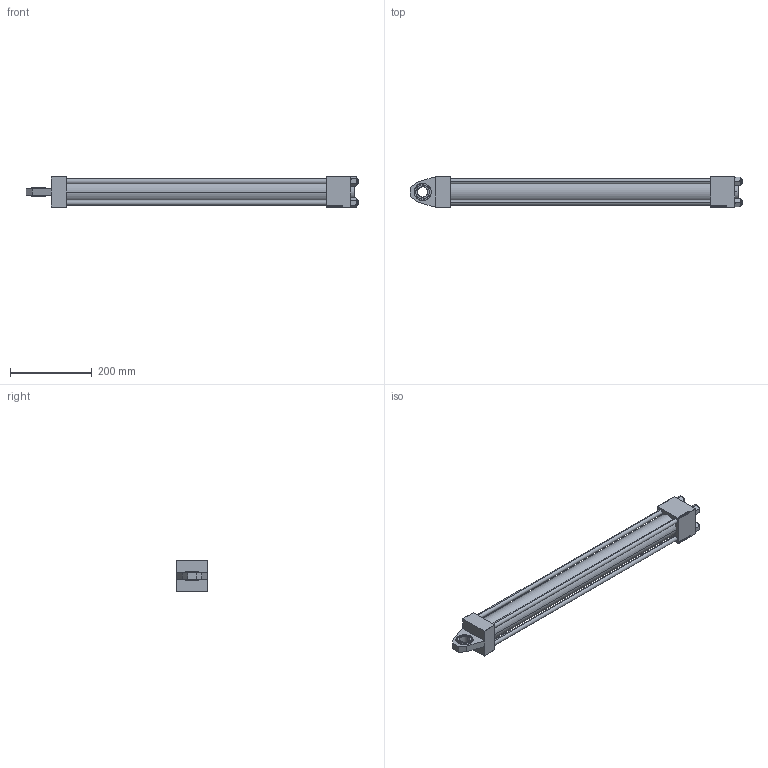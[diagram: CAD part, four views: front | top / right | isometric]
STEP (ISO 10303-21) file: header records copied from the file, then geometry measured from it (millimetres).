
FILE_DESCRIPTION (( 'STEP AP203' ), '1' );
FILE_NAME ('3cdd.STEP', '2021-10-28T14:45:31', ( '' ), ( '' ), 'SwSTEP 2.0', 'SolidWorks 2019', '' );
FILE_SCHEMA (( 'CONFIG_CONTROL_DESIGN' ));
Length unit declared in the file: millimetre
Products named in the file (8): V215_VC_A b8f4c9ff77ecbd7fe299f5563bab822a; ROD_END_AH KonfiguratorJanSvoboda 0941; V215CR_VCP_J b8f4c9ff77ecbd7fe299f5563bab822a; V215CR_J_VNITRNI_KROUZEK b8f4c9ff77ecbd7fe299f5563bab822a; NUT_M5_J b8f4c9ff77ecbd7fe299f5563bab822a; 3cdd; V215CR_J b8f4c9ff77ecbd7fe299f5563bab822a; V215CR_TYCINKA_J b8f4c9ff77ecbd7fe299f5563bab822a
Assembly tree (13 placements, depth 2):
  3cdd
    V215CR_J b8f4c9ff77ecbd7fe299f5563bab822a
    V215CR_J_VNITRNI_KROUZEK b8f4c9ff77ecbd7fe299f5563bab822a
    V215CR_VCP_J b8f4c9ff77ecbd7fe299f5563bab822a
    V215CR_TYCINKA_J b8f4c9ff77ecbd7fe299f5563bab822a  x4
    NUT_M5_J b8f4c9ff77ecbd7fe299f5563bab822a  x4
    V215_VC_A b8f4c9ff77ecbd7fe299f5563bab822a
    ROD_END_AH KonfiguratorJanSvoboda 0941
Bounding box: 814 x 75 x 75.54 mm (x, y, z)
Volume: 1248456.4 mm3; surface area: 444937.4 mm2
Topology: 13 solids, 13 shells, 1159 faces, 2888 edges, 1871 vertices
Faces by surface type: plane 520, bspline 392, cone 132, cylinder 93, torus 22
Entity records: 50684 total; most frequent: CARTESIAN_POINT 27141, ORIENTED_EDGE 5268, DIRECTION 3384, EDGE_CURVE 2634, VERTEX_POINT 1727, VECTOR 1564, LINE 1564, EDGE_LOOP 1171
